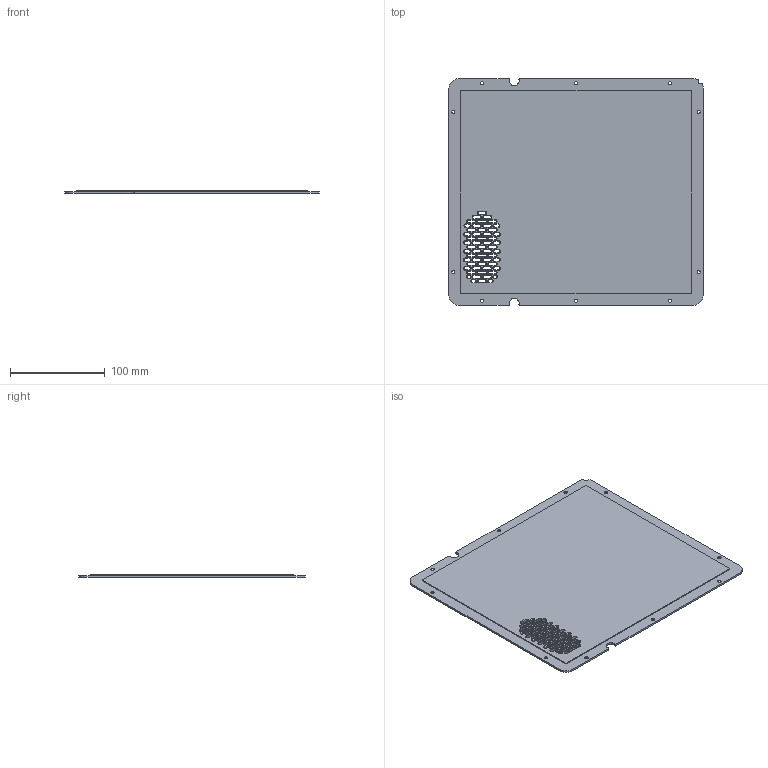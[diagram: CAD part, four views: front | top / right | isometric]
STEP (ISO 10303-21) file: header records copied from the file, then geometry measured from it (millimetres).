
FILE_DESCRIPTION (( 'STEP AP203' ), '1' );
FILE_NAME ('Side_Cover_Ventilated.STEP', '2023-04-26T11:41:39', ( '' ), ( '' ), 'SwSTEP 2.0', 'SolidWorks 2018', '' );
FILE_SCHEMA (( 'CONFIG_CONTROL_DESIGN' ));
Length unit declared in the file: millimetre
Products named in the file (1): Side_Cover_Ventilated
Bounding box: 268.8 x 239.3 x 3 mm (x, y, z)
Volume: 176627.4 mm3; surface area: 131307.9 mm2
Topology: 1 solids, 1 shells, 939 faces, 2265 edges, 1329 vertices
Faces by surface type: cone 374, plane 343, cylinder 222
Entity records: 27241 total; most frequent: DIRECTION 5014, CARTESIAN_POINT 4534, ORIENTED_EDGE 4530, EDGE_CURVE 2265, AXIS2_PLACEMENT_3D 1809, LINE 1396, VECTOR 1396, VERTEX_POINT 1329
